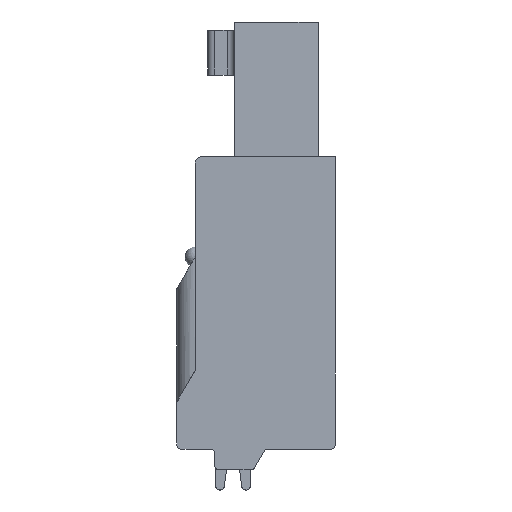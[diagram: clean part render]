
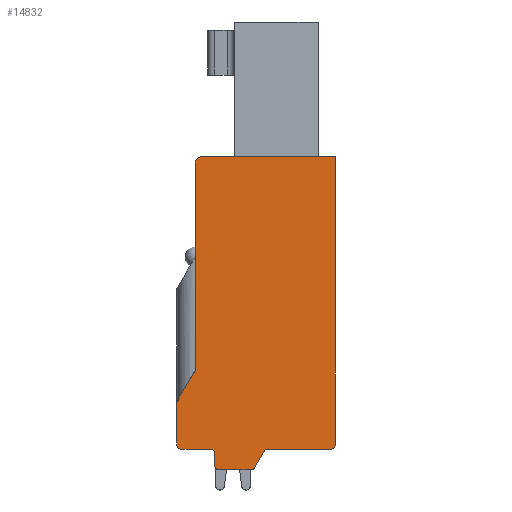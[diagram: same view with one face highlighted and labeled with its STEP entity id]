
A CAD part, front view. The second image highlights one B-rep face of the part: STEP entity #14832.
In plain terms, the highlighted planar face has unit normal (0, -1, 0).
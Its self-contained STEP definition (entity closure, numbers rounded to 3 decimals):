
#1520=DIRECTION('',(0.,0.,-1.));
#1521=VECTOR('',#1520,10.141);
#1522=CARTESIAN_POINT('',(-6.85,0.,-0.3));
#1523=LINE('',#1522,#1521);
#1738=DIRECTION('',(0.,0.,-1.));
#1739=VECTOR('',#1738,2.1);
#1740=CARTESIAN_POINT('',(-7.75,0.,-12.));
#1741=LINE('',#1740,#1739);
#1754=DIRECTION('',(1.,0.,0.));
#1755=VECTOR('',#1754,1.45);
#1756=CARTESIAN_POINT('',(-7.55,0.,-14.3));
#1757=LINE('',#1756,#1755);
#1762=DIRECTION('',(1.,0.,0.));
#1763=VECTOR('',#1762,3.107);
#1764=CARTESIAN_POINT('',(-3.307,0.,-14.3));
#1765=LINE('',#1764,#1763);
#1996=DIRECTION('',(0.,0.,1.));
#1997=VECTOR('',#1996,14.1);
#1998=CARTESIAN_POINT('',(0.,0.,-14.1));
#1999=LINE('',#1998,#1997);
#2583=DIRECTION('',(1.,0.,0.));
#2584=VECTOR('',#2583,6.55);
#2585=CARTESIAN_POINT('',(-6.55,0.,0.));
#2586=LINE('',#2585,#2584);
#2587=CARTESIAN_POINT('',(-0.2,0.,-14.1));
#2588=DIRECTION('',(0.,1.,0.));
#2589=DIRECTION('',(1.,0.,0.));
#2590=AXIS2_PLACEMENT_3D('',#2587,#2588,#2589);
#2592=CARTESIAN_POINT('',(-3.307,0.,-14.5));
#2593=DIRECTION('',(0.,-1.,0.));
#2594=DIRECTION('',(0.,0.,1.));
#2595=AXIS2_PLACEMENT_3D('',#2592,#2593,#2594);
#2597=DIRECTION('',(-0.5,0.,-0.866));
#2598=VECTOR('',#2597,0.924);
#2599=CARTESIAN_POINT('',(-3.48,0.,-14.4));
#2600=LINE('',#2599,#2598);
#2601=CARTESIAN_POINT('',(-4.115,0.,-15.1));
#2602=DIRECTION('',(0.,1.,0.));
#2603=DIRECTION('',(0.866,0.,-0.5));
#2604=AXIS2_PLACEMENT_3D('',#2601,#2602,#2603);
#2606=CARTESIAN_POINT('',(-5.7,0.,-15.1));
#2607=DIRECTION('',(0.,1.,0.));
#2608=DIRECTION('',(0.,0.,-1.));
#2609=AXIS2_PLACEMENT_3D('',#2606,#2607,#2608);
#2611=CARTESIAN_POINT('',(-6.1,0.,-14.5));
#2612=DIRECTION('',(0.,-1.,0.));
#2613=DIRECTION('',(1.,0.,0.));
#2614=AXIS2_PLACEMENT_3D('',#2611,#2612,#2613);
#2616=CARTESIAN_POINT('',(-7.55,0.,-14.1));
#2617=DIRECTION('',(0.,1.,0.));
#2618=DIRECTION('',(0.,0.,-1.));
#2619=AXIS2_PLACEMENT_3D('',#2616,#2617,#2618);
#2621=DIRECTION('',(0.5,0.,0.866));
#2622=VECTOR('',#2621,1.8);
#2623=CARTESIAN_POINT('',(-7.75,0.,-12.));
#2624=LINE('',#2623,#2622);
#2625=CARTESIAN_POINT('',(-6.55,0.,-0.3));
#2626=DIRECTION('',(0.,1.,0.));
#2627=DIRECTION('',(-1.,0.,0.));
#2628=AXIS2_PLACEMENT_3D('',#2625,#2626,#2627);
#2678=DIRECTION('',(0.,0.,-1.));
#2679=VECTOR('',#2678,0.6);
#2680=CARTESIAN_POINT('',(-5.9,0.,-14.5));
#2681=LINE('',#2680,#2679);
#2690=DIRECTION('',(1.,0.,0.));
#2691=VECTOR('',#2690,1.585);
#2692=CARTESIAN_POINT('',(-5.7,0.,-15.3));
#2693=LINE('',#2692,#2691);
#9255=CARTESIAN_POINT('',(-6.85,0.,-0.3));
#9256=VERTEX_POINT('',#9255);
#9257=CARTESIAN_POINT('',(-6.85,0.,-10.441));
#9258=VERTEX_POINT('',#9257);
#9324=CARTESIAN_POINT('',(-7.75,0.,-12.));
#9325=VERTEX_POINT('',#9324);
#9326=CARTESIAN_POINT('',(-7.75,0.,-14.1));
#9327=VERTEX_POINT('',#9326);
#9328=CARTESIAN_POINT('',(-7.55,0.,-14.3));
#9329=VERTEX_POINT('',#9328);
#9330=CARTESIAN_POINT('',(-6.1,0.,-14.3));
#9331=VERTEX_POINT('',#9330);
#9336=CARTESIAN_POINT('',(-3.307,0.,-14.3));
#9337=VERTEX_POINT('',#9336);
#9338=CARTESIAN_POINT('',(-0.2,0.,-14.3));
#9339=VERTEX_POINT('',#9338);
#9396=CARTESIAN_POINT('',(0.,0.,-14.1));
#9397=VERTEX_POINT('',#9396);
#9398=CARTESIAN_POINT('',(0.,0.,0.));
#9399=VERTEX_POINT('',#9398);
#9400=CARTESIAN_POINT('',(-6.55,0.,0.));
#9401=VERTEX_POINT('',#9400);
#9428=CARTESIAN_POINT('',(-3.48,0.,-14.4));
#9429=VERTEX_POINT('',#9428);
#9430=CARTESIAN_POINT('',(-3.942,0.,-15.2));
#9431=VERTEX_POINT('',#9430);
#9432=CARTESIAN_POINT('',(-4.115,0.,-15.3));
#9433=VERTEX_POINT('',#9432);
#9434=CARTESIAN_POINT('',(-5.7,0.,-15.3));
#9435=VERTEX_POINT('',#9434);
#9436=CARTESIAN_POINT('',(-5.9,0.,-15.1));
#9437=VERTEX_POINT('',#9436);
#9438=CARTESIAN_POINT('',(-5.9,0.,-14.5));
#9439=VERTEX_POINT('',#9438);
#14799=CARTESIAN_POINT('',(0.,0.,0.));
#14800=DIRECTION('',(0.,1.,0.));
#14801=DIRECTION('',(1.,0.,0.));
#14802=AXIS2_PLACEMENT_3D('',#14799,#14800,#14801);
#14803=PLANE('',#14802);
#14804=ORIENTED_EDGE('',*,*,#14210,.T.);
#14805=ORIENTED_EDGE('',*,*,#14181,.F.);
#14806=ORIENTED_EDGE('',*,*,#14166,.T.);
#14807=ORIENTED_EDGE('',*,*,#13875,.F.);
#14809=ORIENTED_EDGE('',*,*,#14808,.T.);
#14811=ORIENTED_EDGE('',*,*,#14810,.T.);
#14813=ORIENTED_EDGE('',*,*,#14812,.T.);
#14815=ORIENTED_EDGE('',*,*,#14814,.F.);
#14817=ORIENTED_EDGE('',*,*,#14816,.T.);
#14819=ORIENTED_EDGE('',*,*,#14818,.F.);
#14821=ORIENTED_EDGE('',*,*,#14820,.T.);
#14822=ORIENTED_EDGE('',*,*,#13867,.F.);
#14823=ORIENTED_EDGE('',*,*,#13844,.T.);
#14824=ORIENTED_EDGE('',*,*,#13829,.F.);
#14826=ORIENTED_EDGE('',*,*,#14825,.T.);
#14827=ORIENTED_EDGE('',*,*,#13571,.F.);
#14829=ORIENTED_EDGE('',*,*,#14828,.T.);
#14830=EDGE_LOOP('',(#14804,#14805,#14806,#14807,#14809,#14811,#14813,#14815,
#14817,#14819,#14821,#14822,#14823,#14824,#14826,#14827,#14829));
#14831=FACE_OUTER_BOUND('',#14830,.F.);
#2591=CIRCLE('',#2590,0.2);
#2596=CIRCLE('',#2595,0.2);
#2605=CIRCLE('',#2604,0.2);
#2610=CIRCLE('',#2609,0.2);
#2615=CIRCLE('',#2614,0.2);
#2620=CIRCLE('',#2619,0.2);
#2629=CIRCLE('',#2628,0.3);
#13571=EDGE_CURVE('',#9256,#9258,#1523,.T.);
#13829=EDGE_CURVE('',#9325,#9327,#1741,.T.);
#13844=EDGE_CURVE('',#9329,#9327,#2620,.T.);
#13867=EDGE_CURVE('',#9329,#9331,#1757,.T.);
#13875=EDGE_CURVE('',#9337,#9339,#1765,.T.);
#14166=EDGE_CURVE('',#9397,#9339,#2591,.T.);
#14181=EDGE_CURVE('',#9397,#9399,#1999,.T.);
#14210=EDGE_CURVE('',#9401,#9399,#2586,.T.);
#14808=EDGE_CURVE('',#9337,#9429,#2596,.T.);
#14810=EDGE_CURVE('',#9429,#9431,#2600,.T.);
#14812=EDGE_CURVE('',#9431,#9433,#2605,.T.);
#14814=EDGE_CURVE('',#9435,#9433,#2693,.T.);
#14816=EDGE_CURVE('',#9435,#9437,#2610,.T.);
#14818=EDGE_CURVE('',#9439,#9437,#2681,.T.);
#14820=EDGE_CURVE('',#9439,#9331,#2615,.T.);
#14825=EDGE_CURVE('',#9325,#9258,#2624,.T.);
#14828=EDGE_CURVE('',#9256,#9401,#2629,.T.);
#14832=ADVANCED_FACE('',(#14831),#14803,.F.);
